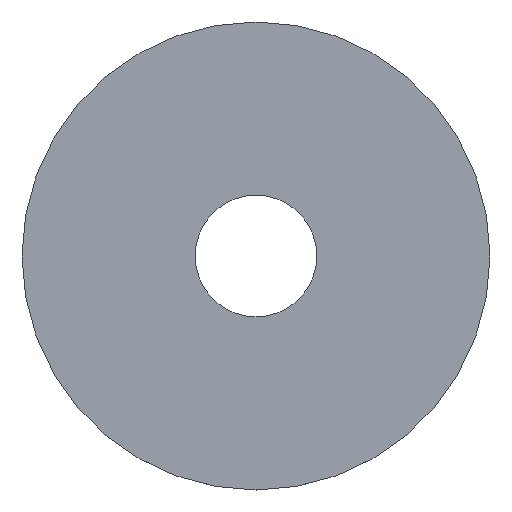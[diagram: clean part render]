
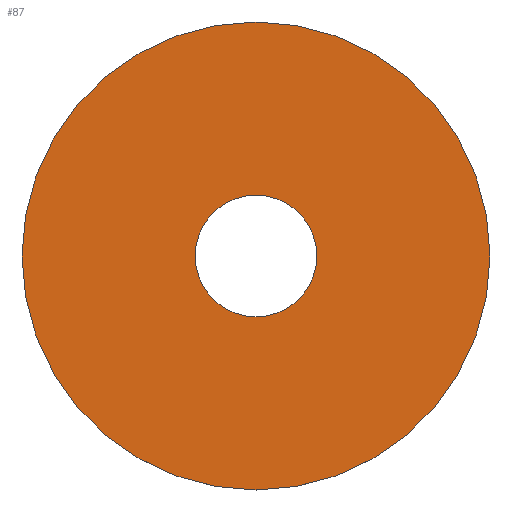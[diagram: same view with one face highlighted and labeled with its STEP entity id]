
A CAD part, top view. The second image highlights one B-rep face of the part: STEP entity #87.
In plain terms, the highlighted planar face has unit normal (0, 0, 1).
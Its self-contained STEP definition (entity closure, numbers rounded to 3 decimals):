
#1 = CIRCLE ( 'NONE', #71, 25. ) ;
#2 = DIRECTION ( 'NONE',  ( 0., 0., -1. ) ) ;
#9 = PLANE ( 'NONE',  #91 ) ;
#13 = DIRECTION ( 'NONE',  ( 0., 1., 0. ) ) ;
#18 = DIRECTION ( 'NONE',  ( 0., -1., 0. ) ) ;
#19 = EDGE_LOOP ( 'NONE', ( #32 ) ) ;
#20 = AXIS2_PLACEMENT_3D ( 'NONE', #125, #44, #60 ) ;
#26 = CARTESIAN_POINT ( 'NONE',  ( 0., 0., 0.7 ) ) ;
#31 = ORIENTED_EDGE ( 'NONE', *, *, #69, .T. ) ;
#32 = ORIENTED_EDGE ( 'NONE', *, *, #110, .F. ) ;
#44 = DIRECTION ( 'NONE',  ( 0., 0., -1. ) ) ;
#47 = FACE_BOUND ( 'NONE', #165, .T. ) ;
#60 = DIRECTION ( 'NONE',  ( 0., 1., 0. ) ) ;
#69 = EDGE_CURVE ( 'NONE', #106, #106, #123, .T. ) ;
#71 = AXIS2_PLACEMENT_3D ( 'NONE', #26, #2, #13 ) ;
#87 = ADVANCED_FACE ( 'NONE', ( #47, #155 ), #9, .T. ) ;
#90 = CARTESIAN_POINT ( 'NONE',  ( 0., 25., 0.7 ) ) ;
#91 = AXIS2_PLACEMENT_3D ( 'NONE', #96, #137, #18 ) ;
#96 = CARTESIAN_POINT ( 'NONE',  ( 0., 6.5, 0.7 ) ) ;
#101 = CARTESIAN_POINT ( 'NONE',  ( 0., 6.5, 0.7 ) ) ;
#106 = VERTEX_POINT ( 'NONE', #101 ) ;
#110 = EDGE_CURVE ( 'NONE', #161, #161, #1, .T. ) ;
#123 = CIRCLE ( 'NONE', #20, 6.5 ) ;
#125 = CARTESIAN_POINT ( 'NONE',  ( 0., 0., 0.7 ) ) ;
#137 = DIRECTION ( 'NONE',  ( 0., 0., 1. ) ) ;
#155 = FACE_OUTER_BOUND ( 'NONE', #19, .T. ) ;
#161 = VERTEX_POINT ( 'NONE', #90 ) ;
#165 = EDGE_LOOP ( 'NONE', ( #31 ) ) ;
